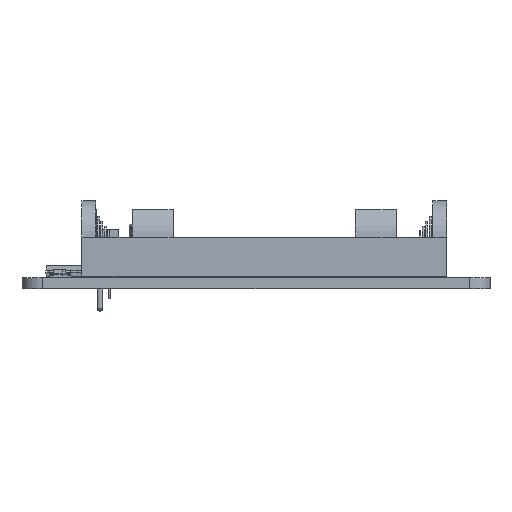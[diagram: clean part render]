
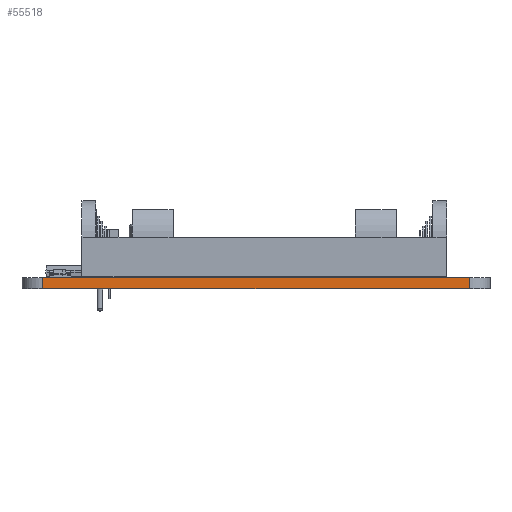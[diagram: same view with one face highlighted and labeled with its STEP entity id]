
A CAD part, front view. The second image highlights one B-rep face of the part: STEP entity #55518.
In plain terms, the highlighted planar face has unit normal (0, -1, 0).
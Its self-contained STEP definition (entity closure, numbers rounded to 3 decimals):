
#51396 = PLANE('',#51397);
#51397 = AXIS2_PLACEMENT_3D('',#51398,#51399,#51400);
#51398 = CARTESIAN_POINT('',(142.29,-97.15,1.6));
#51399 = DIRECTION('',(0.,0.,1.));
#51400 = DIRECTION('',(1.,0.,-0.));
#51451 = PLANE('',#51452);
#51452 = AXIS2_PLACEMENT_3D('',#51453,#51454,#51455);
#51453 = CARTESIAN_POINT('',(142.29,-97.15,0.));
#51454 = DIRECTION('',(0.,0.,1.));
#51455 = DIRECTION('',(1.,0.,-0.));
#51506 = CYLINDRICAL_SURFACE('',#51507,3.);
#51507 = AXIS2_PLACEMENT_3D('',#51508,#51509,#51510);
#51508 = CARTESIAN_POINT('',(173.29,-152.15,0.));
#51509 = DIRECTION('',(-0.,-0.,-1.));
#51510 = DIRECTION('',(1.,0.,-0.));
#51673 = VERTEX_POINT('',#51674);
#51674 = CARTESIAN_POINT('',(111.29,-155.15,0.));
#51689 = CYLINDRICAL_SURFACE('',#51690,3.);
#51690 = AXIS2_PLACEMENT_3D('',#51691,#51692,#51693);
#51691 = CARTESIAN_POINT('',(111.29,-152.15,0.));
#51692 = DIRECTION('',(-0.,-0.,-1.));
#51693 = DIRECTION('',(1.,0.,-0.));
#51701 = EDGE_CURVE('',#51702,#51673,#51704,.T.);
#51702 = VERTEX_POINT('',#51703);
#51703 = CARTESIAN_POINT('',(173.29,-155.15,0.));
#51704 = SURFACE_CURVE('',#51705,(#51709,#51716),.PCURVE_S1.);
#51705 = LINE('',#51706,#51707);
#51706 = CARTESIAN_POINT('',(173.29,-155.15,0.));
#51707 = VECTOR('',#51708,1.);
#51708 = DIRECTION('',(-1.,0.,0.));
#51709 = PCURVE('',#51451,#51710);
#51710 = DEFINITIONAL_REPRESENTATION('',(#51711),#51715);
#51711 = LINE('',#51712,#51713);
#51712 = CARTESIAN_POINT('',(31.,-58.));
#51713 = VECTOR('',#51714,1.);
#51714 = DIRECTION('',(-1.,0.));
#51715 = ( GEOMETRIC_REPRESENTATION_CONTEXT(2) 
PARAMETRIC_REPRESENTATION_CONTEXT() REPRESENTATION_CONTEXT('2D SPACE',''
  ) );
#51716 = PCURVE('',#51717,#51722);
#51717 = PLANE('',#51718);
#51718 = AXIS2_PLACEMENT_3D('',#51719,#51720,#51721);
#51719 = CARTESIAN_POINT('',(173.29,-155.15,0.));
#51720 = DIRECTION('',(0.,-1.,0.));
#51721 = DIRECTION('',(-1.,0.,0.));
#51722 = DEFINITIONAL_REPRESENTATION('',(#51723),#51727);
#51723 = LINE('',#51724,#51725);
#51724 = CARTESIAN_POINT('',(0.,-0.));
#51725 = VECTOR('',#51726,1.);
#51726 = DIRECTION('',(1.,0.));
#51727 = ( GEOMETRIC_REPRESENTATION_CONTEXT(2) 
PARAMETRIC_REPRESENTATION_CONTEXT() REPRESENTATION_CONTEXT('2D SPACE',''
  ) );
#53758 = VERTEX_POINT('',#53759);
#53759 = CARTESIAN_POINT('',(111.29,-155.15,1.6));
#53781 = EDGE_CURVE('',#53782,#53758,#53784,.T.);
#53782 = VERTEX_POINT('',#53783);
#53783 = CARTESIAN_POINT('',(173.29,-155.15,1.6));
#53784 = SURFACE_CURVE('',#53785,(#53789,#53796),.PCURVE_S1.);
#53785 = LINE('',#53786,#53787);
#53786 = CARTESIAN_POINT('',(173.29,-155.15,1.6));
#53787 = VECTOR('',#53788,1.);
#53788 = DIRECTION('',(-1.,0.,0.));
#53789 = PCURVE('',#51396,#53790);
#53790 = DEFINITIONAL_REPRESENTATION('',(#53791),#53795);
#53791 = LINE('',#53792,#53793);
#53792 = CARTESIAN_POINT('',(31.,-58.));
#53793 = VECTOR('',#53794,1.);
#53794 = DIRECTION('',(-1.,0.));
#53795 = ( GEOMETRIC_REPRESENTATION_CONTEXT(2) 
PARAMETRIC_REPRESENTATION_CONTEXT() REPRESENTATION_CONTEXT('2D SPACE',''
  ) );
#53796 = PCURVE('',#51717,#53797);
#53797 = DEFINITIONAL_REPRESENTATION('',(#53798),#53802);
#53798 = LINE('',#53799,#53800);
#53799 = CARTESIAN_POINT('',(0.,-1.6));
#53800 = VECTOR('',#53801,1.);
#53801 = DIRECTION('',(1.,0.));
#53802 = ( GEOMETRIC_REPRESENTATION_CONTEXT(2) 
PARAMETRIC_REPRESENTATION_CONTEXT() REPRESENTATION_CONTEXT('2D SPACE',''
  ) );
#55468 = EDGE_CURVE('',#51702,#53782,#55469,.T.);
#55469 = SURFACE_CURVE('',#55470,(#55474,#55481),.PCURVE_S1.);
#55470 = LINE('',#55471,#55472);
#55471 = CARTESIAN_POINT('',(173.29,-155.15,0.));
#55472 = VECTOR('',#55473,1.);
#55473 = DIRECTION('',(0.,0.,1.));
#55474 = PCURVE('',#51506,#55475);
#55475 = DEFINITIONAL_REPRESENTATION('',(#55476),#55480);
#55476 = LINE('',#55477,#55478);
#55477 = CARTESIAN_POINT('',(-4.712,0.));
#55478 = VECTOR('',#55479,1.);
#55479 = DIRECTION('',(-0.,-1.));
#55480 = ( GEOMETRIC_REPRESENTATION_CONTEXT(2) 
PARAMETRIC_REPRESENTATION_CONTEXT() REPRESENTATION_CONTEXT('2D SPACE',''
  ) );
#55481 = PCURVE('',#51717,#55482);
#55482 = DEFINITIONAL_REPRESENTATION('',(#55483),#55487);
#55483 = LINE('',#55484,#55485);
#55484 = CARTESIAN_POINT('',(0.,-0.));
#55485 = VECTOR('',#55486,1.);
#55486 = DIRECTION('',(0.,-1.));
#55487 = ( GEOMETRIC_REPRESENTATION_CONTEXT(2) 
PARAMETRIC_REPRESENTATION_CONTEXT() REPRESENTATION_CONTEXT('2D SPACE',''
  ) );
#55518 = ADVANCED_FACE('',(#55519),#51717,.T.);
#55519 = FACE_BOUND('',#55520,.T.);
#55520 = EDGE_LOOP('',(#55521,#55522,#55523,#55544));
#55521 = ORIENTED_EDGE('',*,*,#55468,.T.);
#55522 = ORIENTED_EDGE('',*,*,#53781,.T.);
#55523 = ORIENTED_EDGE('',*,*,#55524,.F.);
#55524 = EDGE_CURVE('',#51673,#53758,#55525,.T.);
#55525 = SURFACE_CURVE('',#55526,(#55530,#55537),.PCURVE_S1.);
#55526 = LINE('',#55527,#55528);
#55527 = CARTESIAN_POINT('',(111.29,-155.15,0.));
#55528 = VECTOR('',#55529,1.);
#55529 = DIRECTION('',(0.,0.,1.));
#55530 = PCURVE('',#51717,#55531);
#55531 = DEFINITIONAL_REPRESENTATION('',(#55532),#55536);
#55532 = LINE('',#55533,#55534);
#55533 = CARTESIAN_POINT('',(62.,0.));
#55534 = VECTOR('',#55535,1.);
#55535 = DIRECTION('',(0.,-1.));
#55536 = ( GEOMETRIC_REPRESENTATION_CONTEXT(2) 
PARAMETRIC_REPRESENTATION_CONTEXT() REPRESENTATION_CONTEXT('2D SPACE',''
  ) );
#55537 = PCURVE('',#51689,#55538);
#55538 = DEFINITIONAL_REPRESENTATION('',(#55539),#55543);
#55539 = LINE('',#55540,#55541);
#55540 = CARTESIAN_POINT('',(-4.712,0.));
#55541 = VECTOR('',#55542,1.);
#55542 = DIRECTION('',(-0.,-1.));
#55543 = ( GEOMETRIC_REPRESENTATION_CONTEXT(2) 
PARAMETRIC_REPRESENTATION_CONTEXT() REPRESENTATION_CONTEXT('2D SPACE',''
  ) );
#55544 = ORIENTED_EDGE('',*,*,#51701,.F.);
